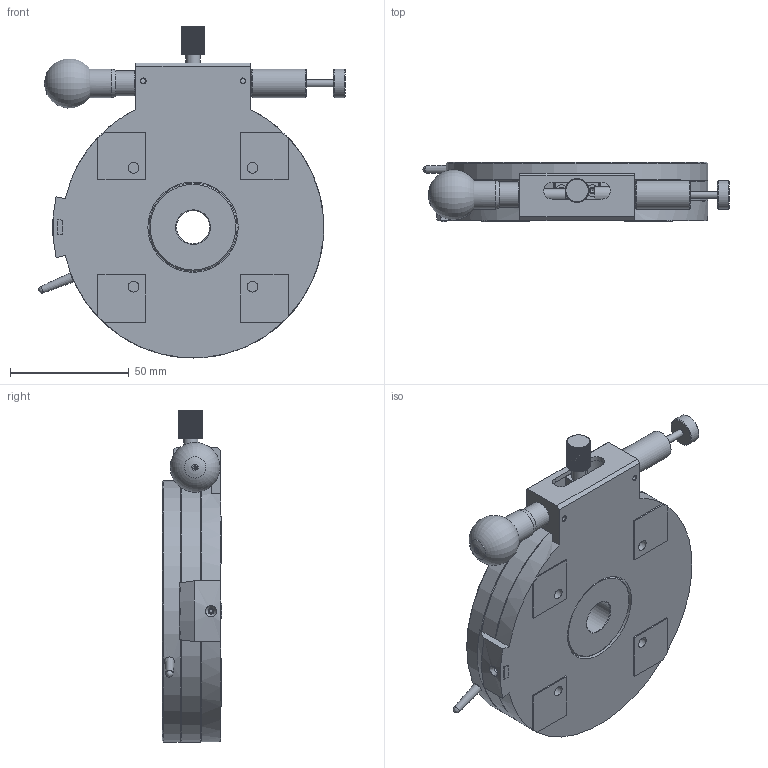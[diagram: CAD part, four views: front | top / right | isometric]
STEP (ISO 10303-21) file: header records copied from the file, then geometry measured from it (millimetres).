
FILE_DESCRIPTION (( 'STEP AP203' ), '1' );
FILE_NAME ('528969.STEP', '2024-11-12T06:59:02', ( 'Windows User' ), ( 'P R C' ), 'SwSTEP 2.0', 'SolidWorks 2020', '' );
FILE_SCHEMA (( 'CONFIG_CONTROL_DESIGN' ));
Length unit declared in the file: millimetre
Products named in the file (1): 528969
Bounding box: 128.88 x 25 x 139.6 mm (x, y, z)
Surface area: 76223.7 mm2 (no closed solid volume)
Topology: 0 solids, 6 shells, 2351 faces, 5006 edges, 2689 vertices
Faces by surface type: bspline 1442, cylinder 520, plane 203, cone 185, torus 1
Full cylindrical faces by diameter (mm): 1.567 x9, 2.013 x4, 2.5 x1, 2.8 x2, 3 x3, 3.242 x12, 4.5 x4, 5 x3, 6 x1, 7 x1, 8 x4, 8.5 x1, 8.888 x1, 9 x1, 9.5 x5, 10.5 x1, 12 x2, 12.034 x1, 14 x1, 14.917 x1, 37 x1, 38 x1, 48 x1, 50 x1, 84.6 x1, 85 x3, 110 x1
Entity records: 87135 total; most frequent: CARTESIAN_POINT 54189, ORIENTED_EDGE 9613, EDGE_CURVE 4807, DIRECTION 3303, VERTEX_POINT 2631, EDGE_LOOP 2543, FACE_OUTER_BOUND 2418, ADVANCED_FACE 2351
